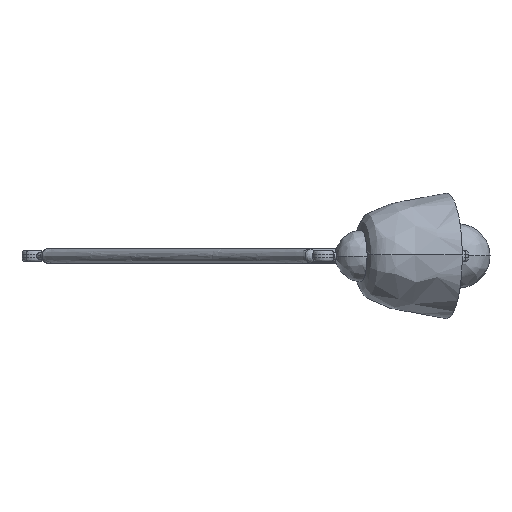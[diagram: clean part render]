
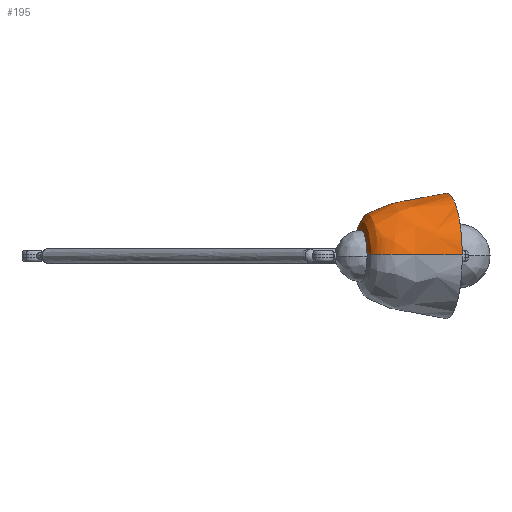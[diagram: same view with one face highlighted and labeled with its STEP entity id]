
A CAD part, left-side view. The second image highlights one B-rep face of the part: STEP entity #195.
In plain terms, the highlighted free-form (B-spline) face has degree [2, 2] with [5, 7] control points.
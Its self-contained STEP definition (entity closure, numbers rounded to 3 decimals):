
#195=ADVANCED_FACE('',(#252),#1013,.T.);
#252=FACE_OUTER_BOUND('',#309,.T.);
#309=EDGE_LOOP('',(#454,#455,#456,#457));
#454=ORIENTED_EDGE('',*,*,#658,.T.);
#455=ORIENTED_EDGE('',*,*,#660,.T.);
#456=ORIENTED_EDGE('',*,*,#656,.F.);
#457=ORIENTED_EDGE('',*,*,#655,.T.);
#655=EDGE_CURVE('',#942,#944,#775,.T.);
#656=EDGE_CURVE('',#942,#943,#776,.T.);
#658=EDGE_CURVE('',#944,#945,#778,.T.);
#660=EDGE_CURVE('',#945,#943,#780,.T.);
#775=(
BOUNDED_CURVE()
B_SPLINE_CURVE(2,(#2183,#2184,#2185,#2186,#2187),.UNSPECIFIED.,.F.,.F.)
B_SPLINE_CURVE_WITH_KNOTS((3,2,3),(0.,36.171,72.342),
 .UNSPECIFIED.)
CURVE()
GEOMETRIC_REPRESENTATION_ITEM()
RATIONAL_B_SPLINE_CURVE((1.,0.707,1.,0.707,1.))
REPRESENTATION_ITEM('')
);
#776=(
BOUNDED_CURVE()
B_SPLINE_CURVE(2,(#2188,#2189,#2190,#2191,#2192,#2193,#2194),
 .UNSPECIFIED.,.F.,.F.)
B_SPLINE_CURVE_WITH_KNOTS((3,2,2,3),(0.,332.773,441.318,
549.862),.UNSPECIFIED.)
CURVE()
GEOMETRIC_REPRESENTATION_ITEM()
RATIONAL_B_SPLINE_CURVE((1.,1.,1.,0.942,1.,0.942,
1.))
REPRESENTATION_ITEM('')
);
#778=(
BOUNDED_CURVE()
B_SPLINE_CURVE(2,(#2200,#2201,#2202,#2203,#2204,#2205,#2206),
 .UNSPECIFIED.,.F.,.F.)
B_SPLINE_CURVE_WITH_KNOTS((3,2,2,3),(0.,332.773,441.318,
549.862),.UNSPECIFIED.)
CURVE()
GEOMETRIC_REPRESENTATION_ITEM()
RATIONAL_B_SPLINE_CURVE((1.,1.,1.,0.942,1.,0.942,
1.))
REPRESENTATION_ITEM('')
);
#780=(
BOUNDED_CURVE()
B_SPLINE_CURVE(2,(#2212,#2213,#2214,#2215,#2216),.UNSPECIFIED.,.F.,.F.)
B_SPLINE_CURVE_WITH_KNOTS((3,2,3),(-72.342,-36.171,
0.),.UNSPECIFIED.)
CURVE()
GEOMETRIC_REPRESENTATION_ITEM()
RATIONAL_B_SPLINE_CURVE((1.,0.707,1.,0.707,1.))
REPRESENTATION_ITEM('')
);
#942=VERTEX_POINT('',#2179);
#943=VERTEX_POINT('',#2180);
#944=VERTEX_POINT('',#2181);
#945=VERTEX_POINT('',#2182);
#1013=(
BOUNDED_SURFACE()
B_SPLINE_SURFACE(2,2,((#2109,#2110,#2111,#2112,#2113,#2114,#2115),(#2116,
#2117,#2118,#2119,#2120,#2121,#2122),(#2123,#2124,#2125,#2126,#2127,#2128,
#2129),(#2130,#2131,#2132,#2133,#2134,#2135,#2136),(#2137,#2138,#2139,#2140,
#2141,#2142,#2143)),.UNSPECIFIED.,.F.,.F.,.F.)
B_SPLINE_SURFACE_WITH_KNOTS((3,2,3),(3,2,2,3),(0.,36.171,72.342),
(0.,332.773,441.318,549.862),.UNSPECIFIED.)
GEOMETRIC_REPRESENTATION_ITEM()
RATIONAL_B_SPLINE_SURFACE(((1.,1.,1.,0.942,1.,0.942,
1.),(0.707,0.707,0.707,0.666,
0.707,0.666,0.707),(1.,1.,1.,0.942,
1.,0.942,1.),(0.707,0.707,0.707,
0.666,0.707,0.666,0.707),
(1.,1.,1.,0.942,1.,0.942,1.)))
REPRESENTATION_ITEM('')
SURFACE()
);
#2109=CARTESIAN_POINT('',(-812.518,81.878,-1.525));
#2110=CARTESIAN_POINT('',(-831.093,123.237,-1.525));
#2111=CARTESIAN_POINT('',(-849.668,164.595,-1.525));
#2112=CARTESIAN_POINT('',(-855.974,178.634,-1.525));
#2113=CARTESIAN_POINT('',(-868.102,185.626,-1.525));
#2114=CARTESIAN_POINT('',(-880.23,192.619,-1.525));
#2115=CARTESIAN_POINT('',(-892.757,189.437,-1.525));
#2116=CARTESIAN_POINT('',(-811.04,82.254,85.975));
#2117=CARTESIAN_POINT('',(-829.615,123.612,78.151));
#2118=CARTESIAN_POINT('',(-848.19,164.971,70.328));
#2119=CARTESIAN_POINT('',(-854.495,179.009,67.672));
#2120=CARTESIAN_POINT('',(-866.623,186.002,57.638));
#2121=CARTESIAN_POINT('',(-878.752,192.994,47.604));
#2122=CARTESIAN_POINT('',(-891.278,189.813,34.68));
#2123=CARTESIAN_POINT('',(-895.848,60.716,87.5));
#2124=CARTESIAN_POINT('',(-906.84,104.,79.676));
#2125=CARTESIAN_POINT('',(-917.832,147.284,71.853));
#2126=CARTESIAN_POINT('',(-921.563,161.977,69.197));
#2127=CARTESIAN_POINT('',(-923.967,171.439,59.163));
#2128=CARTESIAN_POINT('',(-926.37,180.901,49.129));
#2129=CARTESIAN_POINT('',(-926.37,180.901,36.205));
#2130=CARTESIAN_POINT('',(-980.656,39.179,89.025));
#2131=CARTESIAN_POINT('',(-984.065,84.389,81.202));
#2132=CARTESIAN_POINT('',(-987.475,129.598,73.378));
#2133=CARTESIAN_POINT('',(-988.632,144.944,70.723));
#2134=CARTESIAN_POINT('',(-981.31,156.876,60.689));
#2135=CARTESIAN_POINT('',(-973.987,168.808,50.655));
#2136=CARTESIAN_POINT('',(-961.461,171.99,37.73));
#2137=CARTESIAN_POINT('',(-982.134,38.803,1.525));
#2138=CARTESIAN_POINT('',(-985.544,84.013,1.525));
#2139=CARTESIAN_POINT('',(-988.953,129.223,1.525));
#2140=CARTESIAN_POINT('',(-990.11,144.569,1.525));
#2141=CARTESIAN_POINT('',(-982.788,156.501,1.525));
#2142=CARTESIAN_POINT('',(-975.466,168.433,1.525));
#2143=CARTESIAN_POINT('',(-962.939,171.614,1.525));
#2179=CARTESIAN_POINT('',(-812.518,81.878,-1.525));
#2180=CARTESIAN_POINT('',(-892.757,189.437,-1.525));
#2181=CARTESIAN_POINT('',(-982.134,38.803,1.525));
#2182=CARTESIAN_POINT('',(-962.939,171.614,1.525));
#2183=CARTESIAN_POINT('',(-812.518,81.878,-1.525));
#2184=CARTESIAN_POINT('',(-811.04,82.254,85.975));
#2185=CARTESIAN_POINT('',(-895.848,60.716,87.5));
#2186=CARTESIAN_POINT('',(-980.656,39.179,89.025));
#2187=CARTESIAN_POINT('',(-982.134,38.803,1.525));
#2188=CARTESIAN_POINT('',(-812.518,81.878,-1.525));
#2189=CARTESIAN_POINT('',(-831.093,123.237,-1.525));
#2190=CARTESIAN_POINT('',(-849.668,164.595,-1.525));
#2191=CARTESIAN_POINT('',(-855.974,178.634,-1.525));
#2192=CARTESIAN_POINT('',(-868.102,185.626,-1.525));
#2193=CARTESIAN_POINT('',(-880.23,192.619,-1.525));
#2194=CARTESIAN_POINT('',(-892.757,189.437,-1.525));
#2200=CARTESIAN_POINT('',(-982.134,38.803,1.525));
#2201=CARTESIAN_POINT('',(-985.544,84.013,1.525));
#2202=CARTESIAN_POINT('',(-988.953,129.223,1.525));
#2203=CARTESIAN_POINT('',(-990.11,144.569,1.525));
#2204=CARTESIAN_POINT('',(-982.788,156.501,1.525));
#2205=CARTESIAN_POINT('',(-975.466,168.433,1.525));
#2206=CARTESIAN_POINT('',(-962.939,171.614,1.525));
#2212=CARTESIAN_POINT('',(-962.939,171.614,1.525));
#2213=CARTESIAN_POINT('',(-961.461,171.99,37.73));
#2214=CARTESIAN_POINT('',(-926.37,180.901,36.205));
#2215=CARTESIAN_POINT('',(-891.278,189.813,34.68));
#2216=CARTESIAN_POINT('',(-892.757,189.437,-1.525));
